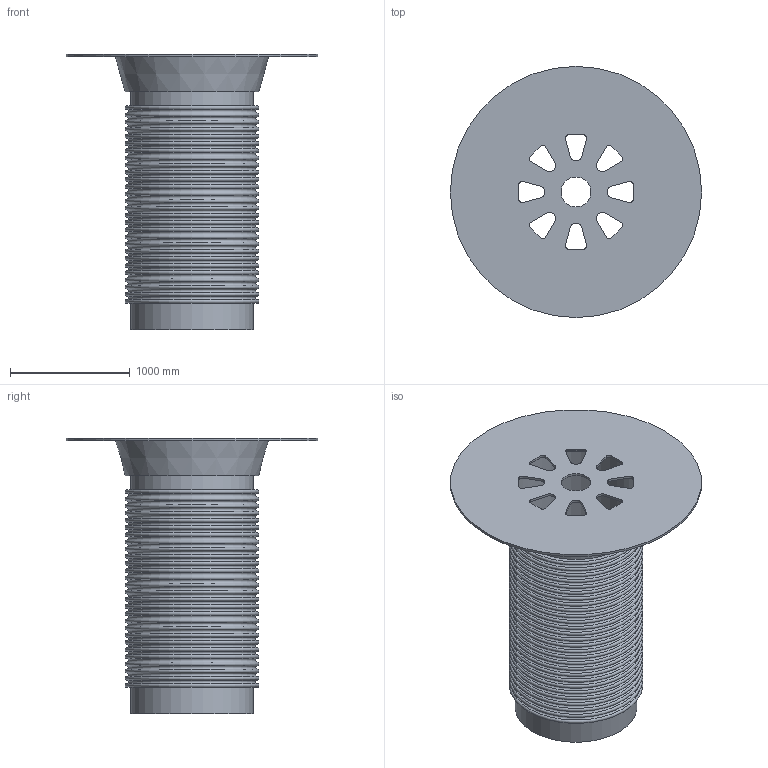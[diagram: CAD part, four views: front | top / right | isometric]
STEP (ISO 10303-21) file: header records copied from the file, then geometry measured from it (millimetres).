
FILE_DESCRIPTION(/* description */ (''),/* implementation_level */ '2;1');
FILE_NAME(/* name */ '16730.100X_3D.stp',/* time_stamp */ '2024-12-12T07:37:46+01:00',/* author */ ('CAD'),/* organization */ (''),/* preprocessor_version */ 'ST-DEVELOPER v20',/* originating_system */ 'AutoCAD Mechanical',/* authorisation */ '');
FILE_SCHEMA (('AUTOMOTIVE_DESIGN { 1 0 10303 214 3 1 1 }'));
Length unit declared in the file: centimetre
Products named in the file (2): Product; *S0
Assembly tree (1 placements, depth 2):
  Product
    *S0
Bounding box: 2100 x 2100 x 2300 mm (x, y, z)
Volume: 491866948 mm3; surface area: 38174364.2 mm2
Topology: 4 solids, 4 shells, 118 faces, 277 edges, 168 vertices
Faces by surface type: torus 55, plane 32, cylinder 30, cone 1
Full cylindrical faces by diameter (mm): 250 x1, 980 x1, 1020 x3, 2100 x1
Entity records: 3531 total; most frequent: DIRECTION 692, CARTESIAN_POINT 566, ORIENTED_EDGE 552, AXIS2_PLACEMENT_3D 294, EDGE_CURVE 276, CIRCLE 173, VERTEX_POINT 166, EDGE_LOOP 142
